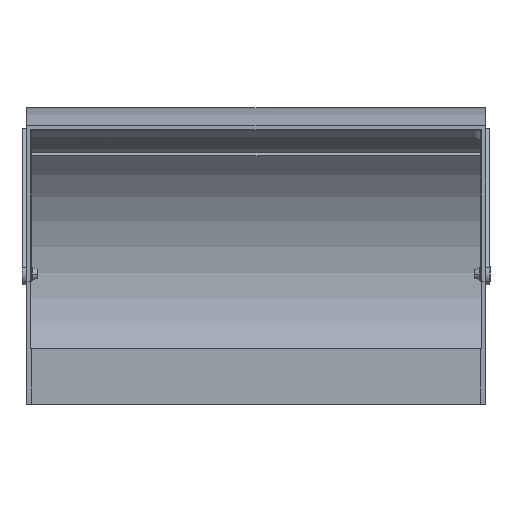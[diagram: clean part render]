
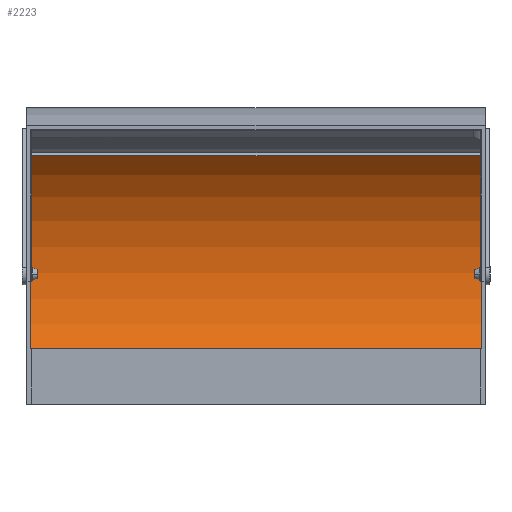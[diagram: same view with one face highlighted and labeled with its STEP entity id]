
A CAD part, left-side view. The second image highlights one B-rep face of the part: STEP entity #2223.
In plain terms, the highlighted cylindrical face has radius 76 mm (diameter 152 mm), a partial arc.
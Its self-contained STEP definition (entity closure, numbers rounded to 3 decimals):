
#54 = EDGE_CURVE ( 'NONE', #2718, #1666, #1657, .T. ) ;
#62 = CIRCLE ( 'NONE', #1111, 76. ) ;
#66 = ORIENTED_EDGE ( 'NONE', *, *, #54, .T. ) ;
#218 = CARTESIAN_POINT ( 'NONE',  ( -34.925, 105.475, 67.5 ) ) ;
#311 = DIRECTION ( 'NONE',  ( 0., -1., 0. ) ) ;
#391 = CARTESIAN_POINT ( 'NONE',  ( 0., 107.475, 0. ) ) ;
#436 = DIRECTION ( 'NONE',  ( 0., 1., 0. ) ) ;
#509 = CARTESIAN_POINT ( 'NONE',  ( -34.925, -105.55, 67.5 ) ) ;
#604 = VERTEX_POINT ( 'NONE', #1488 ) ;
#611 = CARTESIAN_POINT ( 'NONE',  ( -34.925, -105.55, 67.5 ) ) ;
#717 = LINE ( 'NONE', #2571, #1469 ) ;
#739 = VECTOR ( 'NONE', #1152, 1000. ) ;
#980 = ORIENTED_EDGE ( 'NONE', *, *, #2135, .F. ) ;
#988 = EDGE_CURVE ( 'NONE', #2724, #1666, #993, .T. ) ;
#993 = CIRCLE ( 'NONE', #1710, 76. ) ;
#1111 = AXIS2_PLACEMENT_3D ( 'NONE', #1163, #1155, #1136 ) ;
#1136 = DIRECTION ( 'NONE',  ( 0., 0., 1. ) ) ;
#1139 = VECTOR ( 'NONE', #436, 1000. ) ;
#1140 = ORIENTED_EDGE ( 'NONE', *, *, #1814, .T. ) ;
#1143 = LINE ( 'NONE', #509, #1139 ) ;
#1152 = DIRECTION ( 'NONE',  ( 0., -1., 0. ) ) ;
#1155 = DIRECTION ( 'NONE',  ( 0., 1., 0. ) ) ;
#1163 = CARTESIAN_POINT ( 'NONE',  ( 0., 105.55, 0. ) ) ;
#1175 = CARTESIAN_POINT ( 'NONE',  ( 55.479, -105.55, 51.943 ) ) ;
#1354 = DIRECTION ( 'NONE',  ( 0., -1., 0. ) ) ;
#1395 = FACE_OUTER_BOUND ( 'NONE', #2781, .T. ) ;
#1469 = VECTOR ( 'NONE', #1731, 1000. ) ;
#1488 = CARTESIAN_POINT ( 'NONE',  ( -34.925, 105.55, 67.5 ) ) ;
#1525 = CARTESIAN_POINT ( 'NONE',  ( -34.925, 105.475, 67.5 ) ) ;
#1549 = VERTEX_POINT ( 'NONE', #1525 ) ;
#1656 = EDGE_CURVE ( 'NONE', #604, #2718, #62, .T. ) ;
#1657 = LINE ( 'NONE', #2285, #739 ) ;
#1666 = VERTEX_POINT ( 'NONE', #1175 ) ;
#1710 = AXIS2_PLACEMENT_3D ( 'NONE', #1978, #1907, #1797 ) ;
#1731 = DIRECTION ( 'NONE',  ( 0., 1., 0. ) ) ;
#1742 = ORIENTED_EDGE ( 'NONE', *, *, #1656, .T. ) ;
#1797 = DIRECTION ( 'NONE',  ( 0., 0., 1. ) ) ;
#1814 = EDGE_CURVE ( 'NONE', #2724, #2555, #1143, .T. ) ;
#1907 = DIRECTION ( 'NONE',  ( 0., 1., 0. ) ) ;
#1978 = CARTESIAN_POINT ( 'NONE',  ( 0., -105.55, 0. ) ) ;
#1992 = CARTESIAN_POINT ( 'NONE',  ( -34.925, -105.475, 67.5 ) ) ;
#2122 = ORIENTED_EDGE ( 'NONE', *, *, #988, .F. ) ;
#2135 = EDGE_CURVE ( 'NONE', #1549, #2555, #2513, .T. ) ;
#2165 = VECTOR ( 'NONE', #1354, 1000. ) ;
#2204 = DIRECTION ( 'NONE',  ( 0., 0., -1. ) ) ;
#2213 = AXIS2_PLACEMENT_3D ( 'NONE', #391, #311, #2204 ) ;
#2223 = ADVANCED_FACE ( 'NONE', ( #1395 ), #2549, .F. ) ;
#2239 = EDGE_CURVE ( 'NONE', #1549, #604, #717, .T. ) ;
#2285 = CARTESIAN_POINT ( 'NONE',  ( 55.479, 105.475, 51.943 ) ) ;
#2373 = CARTESIAN_POINT ( 'NONE',  ( 55.479, 105.55, 51.943 ) ) ;
#2413 = ORIENTED_EDGE ( 'NONE', *, *, #2239, .T. ) ;
#2513 = LINE ( 'NONE', #218, #2165 ) ;
#2549 = CYLINDRICAL_SURFACE ( 'NONE', #2213, 76. ) ;
#2555 = VERTEX_POINT ( 'NONE', #1992 ) ;
#2571 = CARTESIAN_POINT ( 'NONE',  ( -34.925, -105.55, 67.5 ) ) ;
#2718 = VERTEX_POINT ( 'NONE', #2373 ) ;
#2724 = VERTEX_POINT ( 'NONE', #611 ) ;
#2781 = EDGE_LOOP ( 'NONE', ( #66, #2122, #1140, #980, #2413, #1742 ) ) ;
